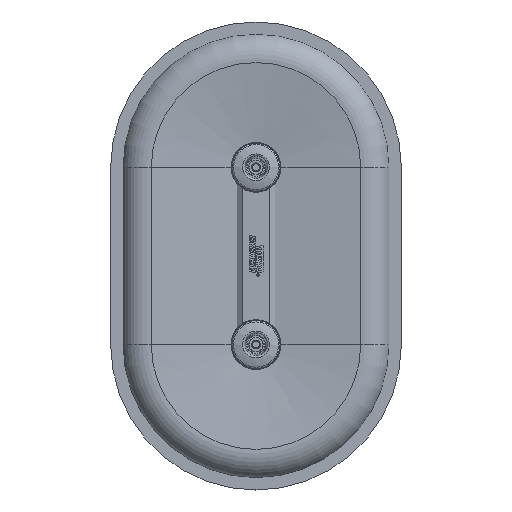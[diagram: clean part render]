
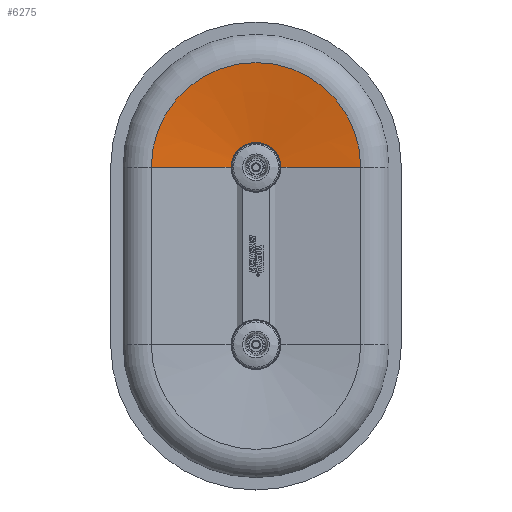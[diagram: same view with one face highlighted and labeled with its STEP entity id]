
A CAD part, top view. The second image highlights one B-rep face of the part: STEP entity #6275.
In plain terms, the highlighted conical face has half-angle 82.534 degrees and reference radius 118.191 mm.
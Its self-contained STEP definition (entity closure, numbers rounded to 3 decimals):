
#825=CONICAL_SURFACE('',#34880,118.191,82.534);
#4091=FACE_OUTER_BOUND('',#9356,.T.);
#6275=ADVANCED_FACE('',(#4091),#825,.F.);
#9356=EDGE_LOOP('',(#16527,#16528,#16529,#16530));
#11231=CIRCLE('',#34876,21.304);
#11233=CIRCLE('',#34879,118.191);
#16527=ORIENTED_EDGE('',*,*,#26474,.F.);
#16528=ORIENTED_EDGE('',*,*,#26455,.T.);
#16529=ORIENTED_EDGE('',*,*,#26471,.T.);
#16530=ORIENTED_EDGE('',*,*,#26475,.F.);
#22746=VERTEX_POINT('',#56492);
#22747=VERTEX_POINT('',#56493);
#22755=VERTEX_POINT('',#56524);
#22757=VERTEX_POINT('',#56530);
#26455=EDGE_CURVE('',#22746,#22747,#29918,.T.);
#26471=EDGE_CURVE('',#22747,#22755,#11231,.T.);
#26474=EDGE_CURVE('',#22746,#22757,#11233,.T.);
#26475=EDGE_CURVE('',#22757,#22755,#29933,.T.);
#29918=LINE('',#56491,#32020);
#29933=LINE('',#56531,#32035);
#32020=VECTOR('',#40977,1.);
#32035=VECTOR('',#41018,1.);
#34876=AXIS2_PLACEMENT_3D('',#56523,#41009,#41010);
#34879=AXIS2_PLACEMENT_3D('',#56529,#41016,#41017);
#34880=AXIS2_PLACEMENT_3D('',#56532,#41019,#41020);
#40977=DIRECTION('',(0.992,0.,-0.13));
#41009=DIRECTION('',(0.,0.,-1.));
#41010=DIRECTION('',(-1.,0.,0.));
#41016=DIRECTION('',(0.,0.,-1.));
#41017=DIRECTION('',(-1.,0.,0.));
#41018=DIRECTION('',(-0.992,0.,-0.13));
#41019=DIRECTION('',(0.,0.,1.));
#41020=DIRECTION('',(-1.,0.,0.));
#56491=CARTESIAN_POINT('',(-118.191,100.,19.746));
#56492=CARTESIAN_POINT('',(-118.191,100.,19.746));
#56493=CARTESIAN_POINT('',(-21.304,100.,7.048));
#56523=CARTESIAN_POINT('',(0.,100.,7.048));
#56524=CARTESIAN_POINT('',(21.304,100.,7.048));
#56529=CARTESIAN_POINT('',(0.,100.,19.746));
#56530=CARTESIAN_POINT('',(118.191,100.,19.746));
#56531=CARTESIAN_POINT('',(118.191,100.,19.746));
#56532=CARTESIAN_POINT('',(0.,100.,19.746));
